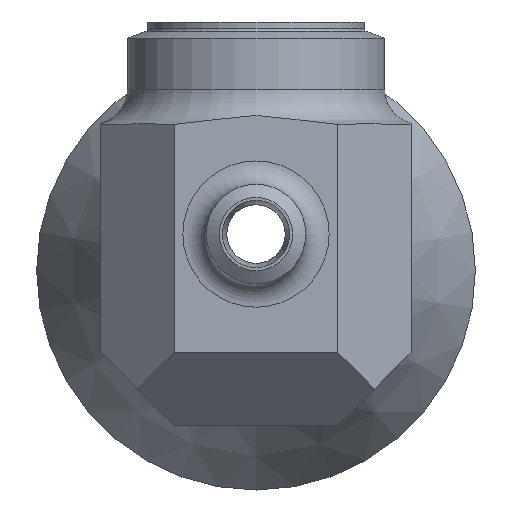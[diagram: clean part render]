
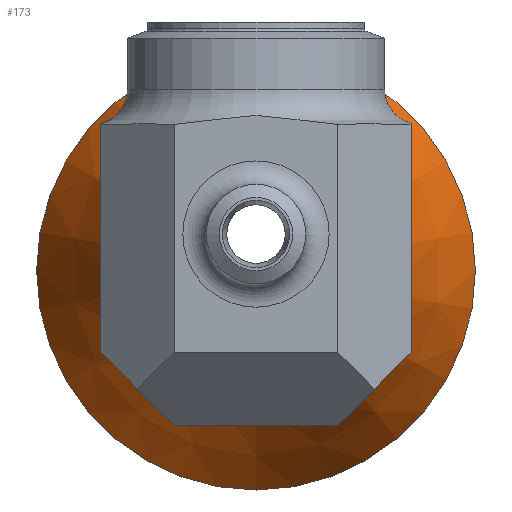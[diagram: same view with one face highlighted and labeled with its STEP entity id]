
A CAD part, left-side view. The second image highlights one B-rep face of the part: STEP entity #173.
In plain terms, the highlighted conical face has half-angle 27 degrees and reference radius 75 mm.
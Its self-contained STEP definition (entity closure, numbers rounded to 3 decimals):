
#40=CONICAL_SURFACE('',#788,75.,27.);
#173=ADVANCED_FACE('',(#268,#269),#40,.T.);
#227=CIRCLE('',#785,75.);
#228=CIRCLE('',#787,51.635);
#268=FACE_BOUND('',#338,.T.);
#269=FACE_BOUND('',#339,.T.);
#338=EDGE_LOOP('',(#480));
#339=EDGE_LOOP('',(#481));
#480=ORIENTED_EDGE('',*,*,#697,.T.);
#481=ORIENTED_EDGE('',*,*,#696,.F.);
#612=VERTEX_POINT('',#1327);
#613=VERTEX_POINT('',#1330);
#696=EDGE_CURVE('',#612,#612,#227,.T.);
#697=EDGE_CURVE('',#613,#613,#228,.T.);
#785=AXIS2_PLACEMENT_3D('',#1326,#941,#942);
#787=AXIS2_PLACEMENT_3D('',#1329,#945,#946);
#788=AXIS2_PLACEMENT_3D('',#1331,#947,#948);
#941=DIRECTION('',(1.,0.,0.));
#942=DIRECTION('',(0.,0.,1.));
#945=DIRECTION('',(1.,0.,0.));
#946=DIRECTION('',(0.,0.,-1.));
#947=DIRECTION('',(1.,0.,0.));
#948=DIRECTION('',(0.,0.,-1.));
#1326=CARTESIAN_POINT('',(139.,0.,12.5));
#1327=CARTESIAN_POINT('',(139.,0.,87.5));
#1329=CARTESIAN_POINT('',(93.143,0.,12.5));
#1330=CARTESIAN_POINT('',(93.143,0.,-39.135));
#1331=CARTESIAN_POINT('',(139.,0.,12.5));
